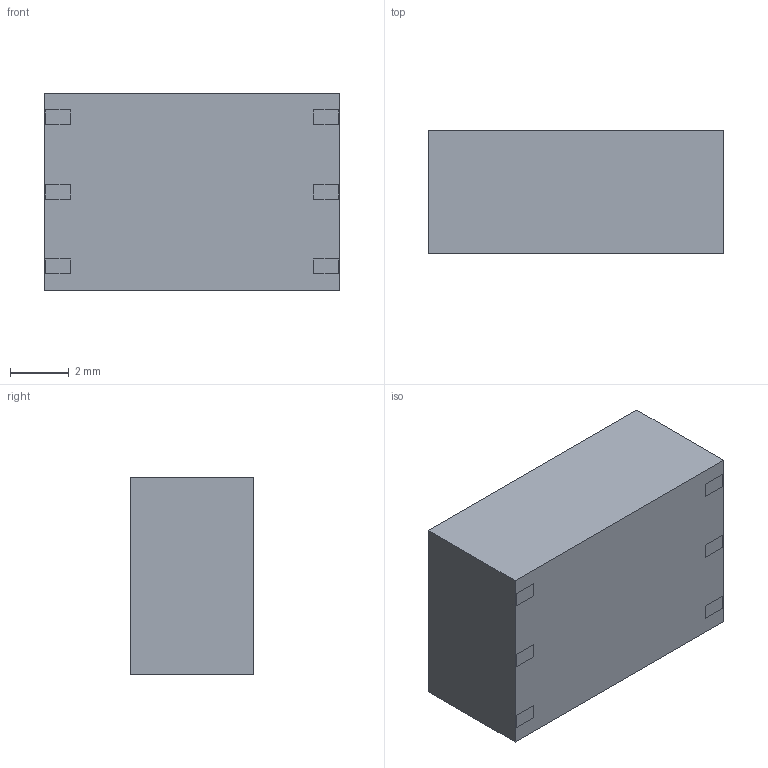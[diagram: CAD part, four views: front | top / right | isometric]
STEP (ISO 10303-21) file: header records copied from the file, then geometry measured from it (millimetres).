
FILE_DESCRIPTION (( 'STEP AP203' ), '1' );
FILE_NAME ('TOR_1109.STEP', '2014-04-16T20:20:54', ( 'MidcomIT' ), ( 'Midcom' ), 'SwSTEP 2.0', 'SolidWorks 2012', '' );
FILE_SCHEMA (( 'CONFIG_CONTROL_DESIGN' ));
Length unit declared in the file: millimetre
Products named in the file (3): TOR_1109; 250-1109_6A; 250-1109_INTF
Assembly tree (2 placements, depth 2):
  TOR_1109
    250-1109_INTF
    250-1109_6A
Bounding box: 10.05 x 4.19 x 6.73 mm (x, y, z)
Surface area: 548 mm2
Topology: 2 solids, 2 shells, 234 faces, 560 edges, 328 vertices
Faces by surface type: plane 90, cylinder 80, torus 48, sphere 8, bspline 8
Entity records: 7221 total; most frequent: CARTESIAN_POINT 1463, DIRECTION 1218, ORIENTED_EDGE 1104, EDGE_CURVE 552, AXIS2_PLACEMENT_3D 451, VERTEX_POINT 328, VECTOR 316, LINE 316
